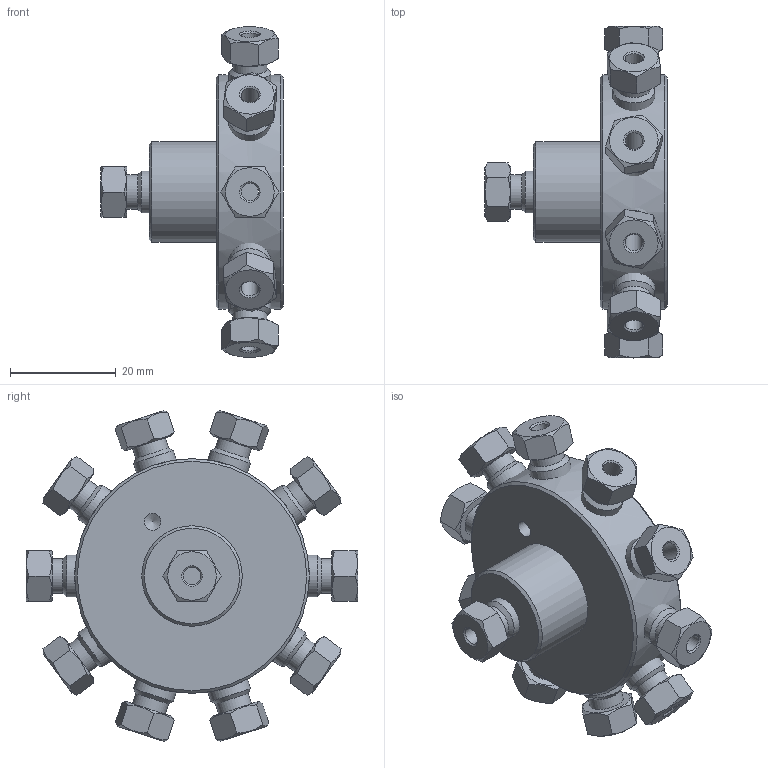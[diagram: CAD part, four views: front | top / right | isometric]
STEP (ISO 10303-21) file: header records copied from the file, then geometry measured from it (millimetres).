
FILE_DESCRIPTION((''),'2;1');
FILE_NAME('305224-Z10M2 Manifold 1-8.stp','2013-08-22T08:53:37',('Franzp'),(''),'Autodesk Inventor 2013','Autodesk Inventor 2013','');
FILE_SCHEMA(('AUTOMOTIVE_DESIGN { 1 0 10303 214 1 1 1 1 }'));
Length unit declared in the file: millimetre
Products named in the file (1): 305224_Shrinkwrap_1
Bounding box: 34.62 x 62.9 x 62.66 mm (x, y, z)
Surface area: 11962.6 mm2 (no closed solid volume)
Topology: 0 solids, 26 shells, 178 faces, 438 edges, 287 vertices
Faces by surface type: plane 94, cone 48, cylinder 36
Full cylindrical faces by diameter (mm): 3.175 x1, 3.3 x11, 6.477 x11, 7.938 x11, 19.05 x1, 44.45 x1
Entity records: 5191 total; most frequent: CARTESIAN_POINT 1409, DIRECTION 670, ORIENTED_EDGE 614, EDGE_CURVE 341, AXIS2_PLACEMENT_3D 302, EDGE_LOOP 296, VERTEX_POINT 275, FACE_OUTER_BOUND 178
